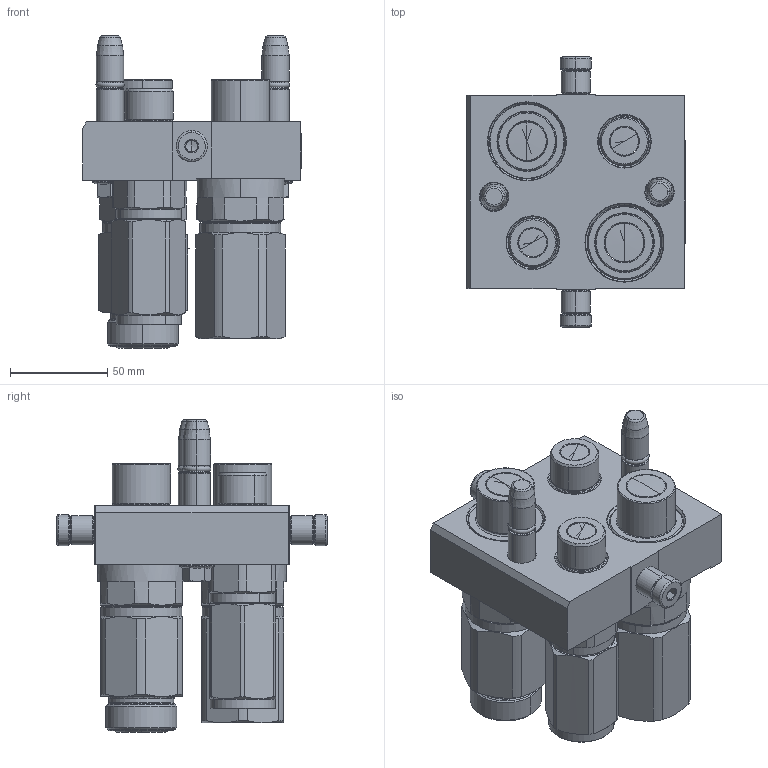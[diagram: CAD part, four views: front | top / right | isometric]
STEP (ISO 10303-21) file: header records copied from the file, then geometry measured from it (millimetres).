
FILE_DESCRIPTION (( 'STEP AP214' ), '1' );
FILE_NAME ('FASTER.step', '2023-03-30T10:29:22', ( '' ), ( '' ), 'SwSTEP 2.0', 'SolidWorks 2017', '' );
FILE_SCHEMA (( 'AUTOMOTIVE_DESIGN' ));
Length unit declared in the file: millimetre
Products named in the file (15): 3ffnp12_gas_m; 3ffnp3411_1sm; 3ffnp34_gas_m; 4830_028_1000_011; FASTER; 4830_010_0000_032; 4830_021_0000_000; P510_M_BASE; et002; or2_62x9_19_m; 4830_013_3000_030; 1540_080_0008_000
Assembly tree (20 placements, depth 3):
  FASTER
    P510_M_BASE
      4830_010_0000_032
      4830_013_3000_030  x2
      4830_028_1000_011  x2
      4830_021_0000_000  x2
      1540_080_0008_000  x2
      or2_62x9_19_m  x2
    3ffnp3411_1sm
      3ffnp3411_1sm
    3ffnp12_gas_m  x2
      3ffnp12_gas_m
    3ffnp34_gas_m
      3ffnp34_gas_m
    et002
Bounding box: 112.3 x 138.6 x 160.07 mm (x, y, z)
Volume: 2873.9 mm3; surface area: 150857.6 mm2
Topology: 5 solids, 56 shells, 2159 faces, 6557 edges, 4353 vertices
Faces by surface type: plane 1219, cylinder 355, cone 343, torus 122, bspline 120
Entity records: 75516 total; most frequent: CARTESIAN_POINT 21190, ORIENTED_EDGE 9544, DIRECTION 8777, EDGE_CURVE 5308, VERTEX_POINT 3554, VECTOR 3341, LINE 3341, AXIS2_PLACEMENT_3D 2718
